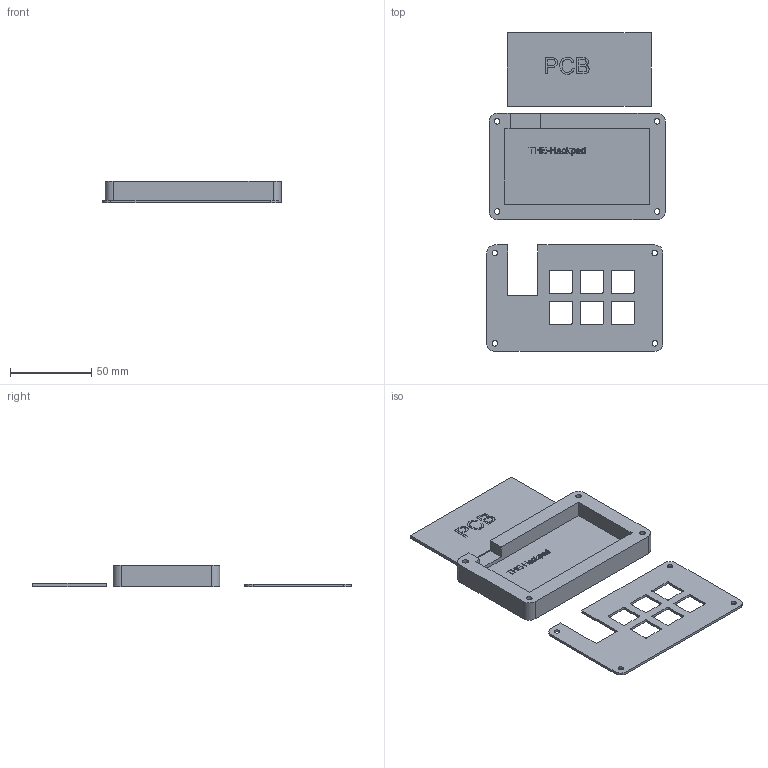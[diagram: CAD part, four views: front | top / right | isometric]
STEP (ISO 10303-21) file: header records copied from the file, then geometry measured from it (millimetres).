
FILE_DESCRIPTION(/* description */ (''),/* implementation_level */ '2;1');
FILE_NAME(/* name */ 'Case.step',/* time_stamp */ '2025-07-09T17:01:44-05:00',/* author */ (''),/* organization */ (''),/* preprocessor_version */ 'ST-DEVELOPER v20.1',/* originating_system */ 'Autodesk Translation Framework v14.10.0.0',/* authorisation */ '');
FILE_SCHEMA (('AUTOMOTIVE_DESIGN { 1 0 10303 214 3 1 1 }'));
Length unit declared in the file: millimetre
Products named in the file (3): 2025-07-08-17-59-17-886; 2025-07-08-18-00-26-359; 2025-07-09-16-54-22-123
Assembly tree (2 placements, depth 2):
  2025-07-08-17-59-17-886
    2025-07-08-18-00-26-359
    2025-07-09-16-54-22-123
Bounding box: 109.65 x 195.81 x 13 mm (x, y, z)
Volume: 64180.7 mm3; surface area: 41987.5 mm2
Topology: 3 solids, 3 shells, 395 faces, 1092 edges, 728 vertices
Faces by surface type: plane 178, bspline 173, cylinder 44
Full cylindrical faces by diameter (mm): 3.4 x7, 3.43 x1, 6 x4
Entity records: 14297 total; most frequent: CARTESIAN_POINT 5161, ORIENTED_EDGE 2184, DIRECTION 1288, EDGE_CURVE 1092, VERTEX_POINT 728, LINE 658, VECTOR 658, EDGE_LOOP 448
